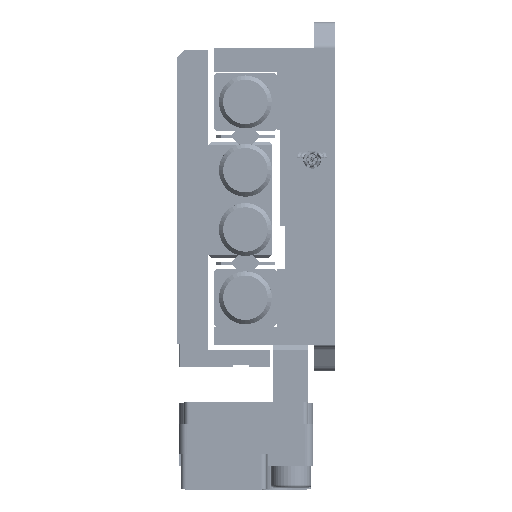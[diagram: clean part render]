
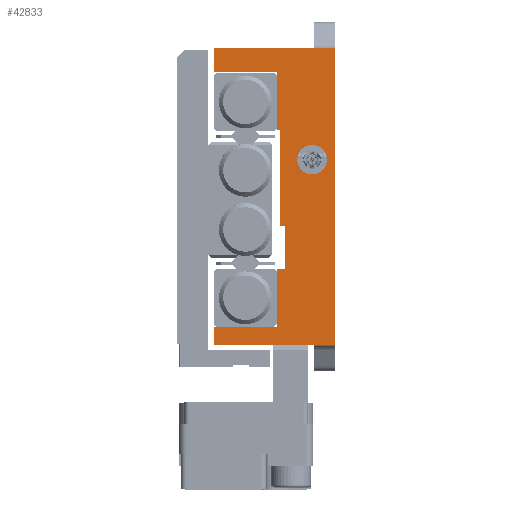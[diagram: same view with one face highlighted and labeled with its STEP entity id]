
A CAD part, left-side view. The second image highlights one B-rep face of the part: STEP entity #42833.
In plain terms, the highlighted planar face has unit normal (-1, 0, 0).
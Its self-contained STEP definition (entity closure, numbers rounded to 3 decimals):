
#479 = EDGE_CURVE ( 'NONE', #24665, #80122, #41236, .T. ) ;
#921 = DIRECTION ( 'NONE',  ( 0., 0., 1. ) ) ;
#2391 = CARTESIAN_POINT ( 'NONE',  ( -45., 5.5, 14. ) ) ;
#3064 = DIRECTION ( 'NONE',  ( -1., 0., 0. ) ) ;
#3144 = LINE ( 'NONE', #31682, #69712 ) ;
#3368 = DIRECTION ( 'NONE',  ( 0., 0., -1. ) ) ;
#4459 = CARTESIAN_POINT ( 'NONE',  ( -45., 11.5, 14. ) ) ;
#4711 = ORIENTED_EDGE ( 'NONE', *, *, #55589, .F. ) ;
#4746 = CARTESIAN_POINT ( 'NONE',  ( -45., 5.5, -6.8 ) ) ;
#5259 = FACE_BOUND ( 'NONE', #13551, .T. ) ;
#5644 = DIRECTION ( 'NONE',  ( 0., -1., 0. ) ) ;
#5801 = VERTEX_POINT ( 'NONE', #11823 ) ;
#6476 = CARTESIAN_POINT ( 'NONE',  ( -45., 11.5, -14. ) ) ;
#8272 = CARTESIAN_POINT ( 'NONE',  ( -45., 4.8, -6.8 ) ) ;
#8527 = ORIENTED_EDGE ( 'NONE', *, *, #69189, .F. ) ;
#9602 = EDGE_CURVE ( 'NONE', #52218, #29476, #15232, .T. ) ;
#10605 = VECTOR ( 'NONE', #15353, 1000. ) ;
#10639 = ORIENTED_EDGE ( 'NONE', *, *, #16281, .F. ) ;
#11620 = ORIENTED_EDGE ( 'NONE', *, *, #47732, .T. ) ;
#11823 = CARTESIAN_POINT ( 'NONE',  ( -45., 2.2, 4.9 ) ) ;
#13551 = EDGE_LOOP ( 'NONE', ( #28353, #4711 ) ) ;
#13864 = VECTOR ( 'NONE', #22320, 1000. ) ;
#15232 = LINE ( 'NONE', #43781, #87552 ) ;
#15353 = DIRECTION ( 'NONE',  ( 0., 0., 1. ) ) ;
#15502 = CARTESIAN_POINT ( 'NONE',  ( -45., 5.5, 11.8 ) ) ;
#16210 = VERTEX_POINT ( 'NONE', #15502 ) ;
#16281 = EDGE_CURVE ( 'NONE', #19536, #24665, #87395, .T. ) ;
#16339 = EDGE_CURVE ( 'NONE', #83889, #44782, #66394, .T. ) ;
#16564 = VERTEX_POINT ( 'NONE', #75230 ) ;
#17453 = DIRECTION ( 'NONE',  ( 0., 0., -1. ) ) ;
#18772 = LINE ( 'NONE', #47315, #85746 ) ;
#19457 = ORIENTED_EDGE ( 'NONE', *, *, #74274, .T. ) ;
#19536 = VERTEX_POINT ( 'NONE', #85769 ) ;
#20007 = CIRCLE ( 'NONE', #72242, 1.4 ) ;
#22320 = DIRECTION ( 'NONE',  ( 0., 0., 1. ) ) ;
#22461 = LINE ( 'NONE', #50959, #59738 ) ;
#22801 = VERTEX_POINT ( 'NONE', #42266 ) ;
#23450 = CARTESIAN_POINT ( 'NONE',  ( -45., 5.5, -14. ) ) ;
#23652 = VECTOR ( 'NONE', #30914, 1000. ) ;
#23686 = ORIENTED_EDGE ( 'NONE', *, *, #479, .F. ) ;
#24452 = CARTESIAN_POINT ( 'NONE',  ( -45., 0., 14. ) ) ;
#24504 = VECTOR ( 'NONE', #921, 1000. ) ;
#24665 = VERTEX_POINT ( 'NONE', #4746 ) ;
#25812 = LINE ( 'NONE', #54299, #26871 ) ;
#26255 = VECTOR ( 'NONE', #3368, 1000. ) ;
#26778 = DIRECTION ( 'NONE',  ( 1., 0., 0. ) ) ;
#26871 = VECTOR ( 'NONE', #82742, 1000. ) ;
#27455 = CARTESIAN_POINT ( 'NONE',  ( -45., 5.5, 11.8 ) ) ;
#28353 = ORIENTED_EDGE ( 'NONE', *, *, #30240, .F. ) ;
#29476 = VERTEX_POINT ( 'NONE', #58506 ) ;
#30240 = EDGE_CURVE ( 'NONE', #5801, #34815, #33124, .T. ) ;
#30448 = CARTESIAN_POINT ( 'NONE',  ( -45., 5.5, 6.3 ) ) ;
#30518 = ORIENTED_EDGE ( 'NONE', *, *, #36243, .T. ) ;
#30914 = DIRECTION ( 'NONE',  ( 0., -1., 0. ) ) ;
#31607 = DIRECTION ( 'NONE',  ( 0., 0., 1. ) ) ;
#31682 = CARTESIAN_POINT ( 'NONE',  ( -45., 5.5, 6.3 ) ) ;
#32492 = CARTESIAN_POINT ( 'NONE',  ( -45., 5.2, -2.8 ) ) ;
#33124 = CIRCLE ( 'NONE', #85281, 1.4 ) ;
#33429 = CARTESIAN_POINT ( 'NONE',  ( -45., 2.2, 3.5 ) ) ;
#33624 = ORIENTED_EDGE ( 'NONE', *, *, #16339, .F. ) ;
#33814 = FACE_OUTER_BOUND ( 'NONE', #86693, .T. ) ;
#34815 = VERTEX_POINT ( 'NONE', #85490 ) ;
#36243 = EDGE_CURVE ( 'NONE', #19536, #65988, #18772, .T. ) ;
#36429 = LINE ( 'NONE', #64895, #24504 ) ;
#37021 = VERTEX_POINT ( 'NONE', #6476 ) ;
#38921 = LINE ( 'NONE', #67369, #26255 ) ;
#40147 = EDGE_CURVE ( 'NONE', #64016, #16210, #91407, .T. ) ;
#40765 = VERTEX_POINT ( 'NONE', #30448 ) ;
#41236 = LINE ( 'NONE', #69647, #43186 ) ;
#42266 = CARTESIAN_POINT ( 'NONE',  ( -45., 4.8, -2.8 ) ) ;
#42833 = ADVANCED_FACE ( 'NONE', ( #5259, #33814 ), #62257, .F. ) ;
#43186 = VECTOR ( 'NONE', #5644, 1000. ) ;
#43781 = CARTESIAN_POINT ( 'NONE',  ( -45., 5.2, 6.3 ) ) ;
#44782 = VERTEX_POINT ( 'NONE', #24452 ) ;
#44866 = EDGE_CURVE ( 'NONE', #22801, #52218, #25812, .T. ) ;
#46713 = VECTOR ( 'NONE', #17453, 1000. ) ;
#47315 = CARTESIAN_POINT ( 'NONE',  ( -45., 5.5, -12.3 ) ) ;
#47552 = ORIENTED_EDGE ( 'NONE', *, *, #44866, .F. ) ;
#47732 = EDGE_CURVE ( 'NONE', #83889, #64016, #52977, .T. ) ;
#50882 = LINE ( 'NONE', #79324, #10605 ) ;
#50959 = CARTESIAN_POINT ( 'NONE',  ( -45., 5.5, -14. ) ) ;
#51951 = DIRECTION ( 'NONE',  ( 0., 0., 1. ) ) ;
#51996 = VECTOR ( 'NONE', #51951, 1000. ) ;
#52218 = VERTEX_POINT ( 'NONE', #32492 ) ;
#52777 = ORIENTED_EDGE ( 'NONE', *, *, #40147, .T. ) ;
#52977 = LINE ( 'NONE', #81417, #46713 ) ;
#54299 = CARTESIAN_POINT ( 'NONE',  ( -45., 4.8, -2.8 ) ) ;
#54949 = ORIENTED_EDGE ( 'NONE', *, *, #64999, .T. ) ;
#55256 = DIRECTION ( 'NONE',  ( 0., 0., -1. ) ) ;
#55495 = EDGE_CURVE ( 'NONE', #16564, #44782, #36429, .T. ) ;
#55589 = EDGE_CURVE ( 'NONE', #34815, #5801, #20007, .T. ) ;
#55947 = DIRECTION ( 'NONE',  ( 0., -1., 0. ) ) ;
#57800 = LINE ( 'NONE', #86269, #13864 ) ;
#58506 = CARTESIAN_POINT ( 'NONE',  ( -45., 5.2, 6.3 ) ) ;
#59738 = VECTOR ( 'NONE', #79409, 1000. ) ;
#60026 = EDGE_CURVE ( 'NONE', #29476, #40765, #3144, .T. ) ;
#60155 = DIRECTION ( 'NONE',  ( 0., 1., 0. ) ) ;
#61881 = DIRECTION ( 'NONE',  ( -1., 0., 0. ) ) ;
#62069 = ORIENTED_EDGE ( 'NONE', *, *, #9602, .F. ) ;
#62257 = PLANE ( 'NONE',  #89378 ) ;
#63434 = CARTESIAN_POINT ( 'NONE',  ( -45., 11.5, 11.8 ) ) ;
#64016 = VERTEX_POINT ( 'NONE', #63434 ) ;
#64895 = CARTESIAN_POINT ( 'NONE',  ( -45., 0., -14. ) ) ;
#64999 = EDGE_CURVE ( 'NONE', #37021, #16564, #22461, .T. ) ;
#65418 = ORIENTED_EDGE ( 'NONE', *, *, #82433, .F. ) ;
#65988 = VERTEX_POINT ( 'NONE', #75967 ) ;
#66394 = LINE ( 'NONE', #2391, #23652 ) ;
#67070 = CARTESIAN_POINT ( 'NONE',  ( -45., 2.2, 3.5 ) ) ;
#67369 = CARTESIAN_POINT ( 'NONE',  ( -45., 11.5, -14. ) ) ;
#69189 = EDGE_CURVE ( 'NONE', #80122, #22801, #57800, .T. ) ;
#69647 = CARTESIAN_POINT ( 'NONE',  ( -45., 5.5, -6.8 ) ) ;
#69712 = VECTOR ( 'NONE', #60155, 1000. ) ;
#72215 = DIRECTION ( 'NONE',  ( 0., 0., 1. ) ) ;
#72242 = AXIS2_PLACEMENT_3D ( 'NONE', #67070, #3064, #31607 ) ;
#72764 = ORIENTED_EDGE ( 'NONE', *, *, #55495, .T. ) ;
#74274 = EDGE_CURVE ( 'NONE', #65988, #37021, #38921, .T. ) ;
#75230 = CARTESIAN_POINT ( 'NONE',  ( -45., 0., -14. ) ) ;
#75744 = DIRECTION ( 'NONE',  ( 0., 1., 0. ) ) ;
#75967 = CARTESIAN_POINT ( 'NONE',  ( -45., 11.5, -12.3 ) ) ;
#77063 = VECTOR ( 'NONE', #55947, 1000. ) ;
#79324 = CARTESIAN_POINT ( 'NONE',  ( -45., 5.5, -14. ) ) ;
#79409 = DIRECTION ( 'NONE',  ( 0., -1., 0. ) ) ;
#80091 = ORIENTED_EDGE ( 'NONE', *, *, #60026, .F. ) ;
#80122 = VERTEX_POINT ( 'NONE', #8272 ) ;
#81417 = CARTESIAN_POINT ( 'NONE',  ( -45., 11.5, 14. ) ) ;
#82433 = EDGE_CURVE ( 'NONE', #40765, #16210, #50882, .T. ) ;
#82742 = DIRECTION ( 'NONE',  ( 0., 1., 0. ) ) ;
#83889 = VERTEX_POINT ( 'NONE', #4459 ) ;
#85281 = AXIS2_PLACEMENT_3D ( 'NONE', #33429, #61881, #90343 ) ;
#85490 = CARTESIAN_POINT ( 'NONE',  ( -45., 2.2, 2.1 ) ) ;
#85746 = VECTOR ( 'NONE', #75744, 1000. ) ;
#85769 = CARTESIAN_POINT ( 'NONE',  ( -45., 5.5, -12.3 ) ) ;
#86269 = CARTESIAN_POINT ( 'NONE',  ( -45., 4.8, -6.8 ) ) ;
#86693 = EDGE_LOOP ( 'NONE', ( #8527, #23686, #10639, #30518, #19457, #54949, #72764, #33624, #11620, #52777, #65418, #80091, #62069, #47552 ) ) ;
#87395 = LINE ( 'NONE', #23450, #51996 ) ;
#87552 = VECTOR ( 'NONE', #72215, 1000. ) ;
#89378 = AXIS2_PLACEMENT_3D ( 'NONE', #90717, #26778, #55256 ) ;
#90343 = DIRECTION ( 'NONE',  ( 0., 0., 1. ) ) ;
#90717 = CARTESIAN_POINT ( 'NONE',  ( -45., 5.5, -14. ) ) ;
#91407 = LINE ( 'NONE', #27455, #77063 ) ;
